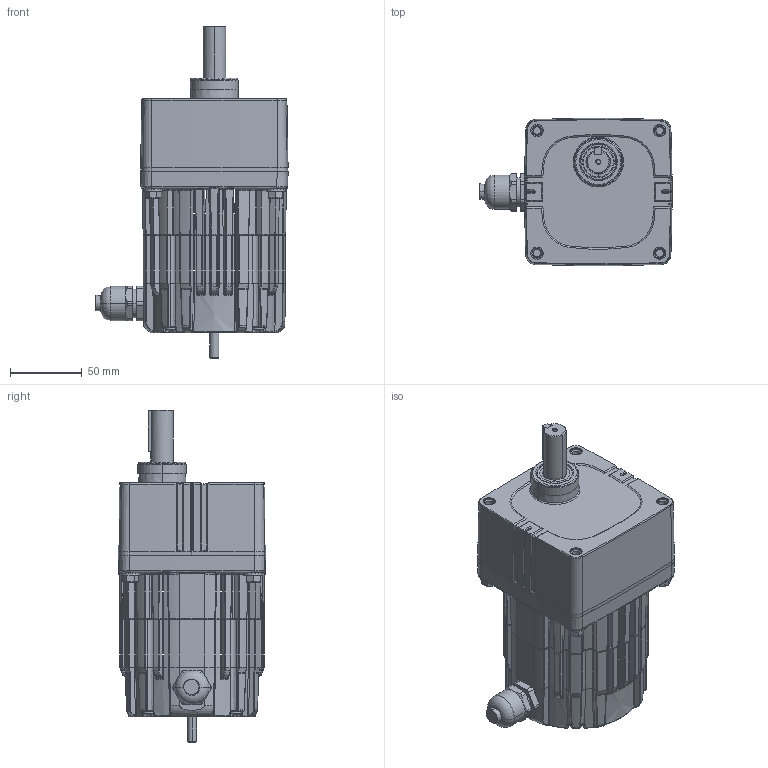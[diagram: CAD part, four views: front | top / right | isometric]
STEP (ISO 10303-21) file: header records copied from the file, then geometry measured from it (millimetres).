
FILE_DESCRIPTION (( 'STEP AP203' ), '1' );
FILE_NAME ('INFM0259.STEP', '2013-06-24T06:29:37', ( '' ), ( '' ), 'SwSTEP 2.0', 'SolidWorks 2012', '' );
FILE_SCHEMA (( 'CONFIG_CONTROL_DESIGN' ));
Length unit declared in the file: inch
Products named in the file (1): INFM0259
Bounding box: 134.37 x 102.94 x 232.11 mm (x, y, z)
Surface area: 105168.7 mm2 (no closed solid volume)
Topology: 0 solids, 21 shells, 1469 faces, 4195 edges, 2657 vertices
Faces by surface type: bspline 514, cylinder 298, plane 292, torus 177, cone 177, sphere 11
Entity records: 61848 total; most frequent: CARTESIAN_POINT 28502, ORIENTED_EDGE 7147, DIRECTION 6180, EDGE_CURVE 4161, VERTEX_POINT 2657, AXIS2_PLACEMENT_3D 2638, CIRCLE 1682, EDGE_LOOP 1512
